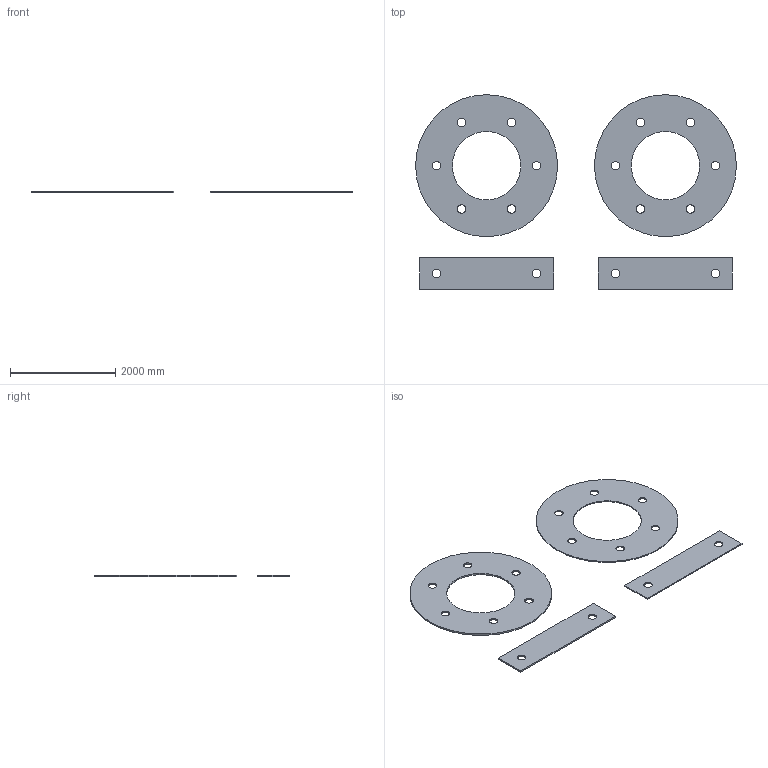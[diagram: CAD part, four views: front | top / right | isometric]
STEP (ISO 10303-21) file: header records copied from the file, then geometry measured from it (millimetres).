
FILE_DESCRIPTION(/* description */ (''),/* implementation_level */ '2;1');
FILE_NAME(/* name */ '21827.100X_3D.stp',/* time_stamp */ '2024-12-12T08:46:28+01:00',/* author */ ('CAD'),/* organization */ (''),/* preprocessor_version */ 'ST-DEVELOPER v20',/* originating_system */ 'AutoCAD Mechanical',/* authorisation */ '');
FILE_SCHEMA (('AUTOMOTIVE_DESIGN { 1 0 10303 214 3 1 1 }'));
Length unit declared in the file: centimetre
Products named in the file (3): Product; *S0; *S1
Assembly tree (2 placements, depth 2):
  Product
    *S0
    *S1
Bounding box: 6100 x 3700 x 30 mm (x, y, z)
Volume: 288369008.6 mm3; surface area: 24213901.1 mm2
Topology: 4 solids, 4 shells, 36 faces, 84 edges, 56 vertices
Faces by surface type: cylinder 20, plane 16
Full cylindrical faces by diameter (mm): 160 x16, 1300 x2, 2700 x2
Entity records: 1180 total; most frequent: DIRECTION 206, CARTESIAN_POINT 181, ORIENTED_EDGE 168, EDGE_CURVE 84, AXIS2_PLACEMENT_3D 81, EDGE_LOOP 72, VERTEX_POINT 56, LINE 44
